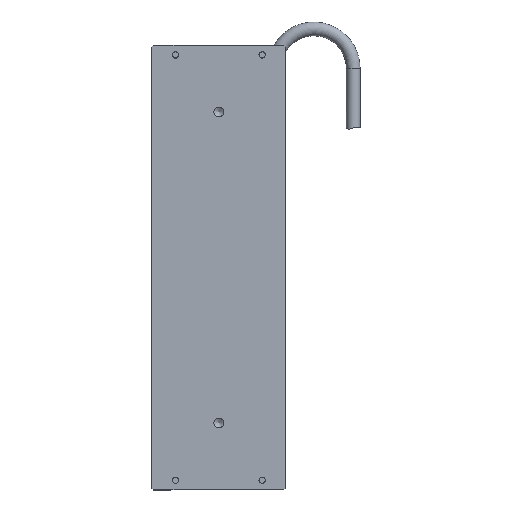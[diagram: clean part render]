
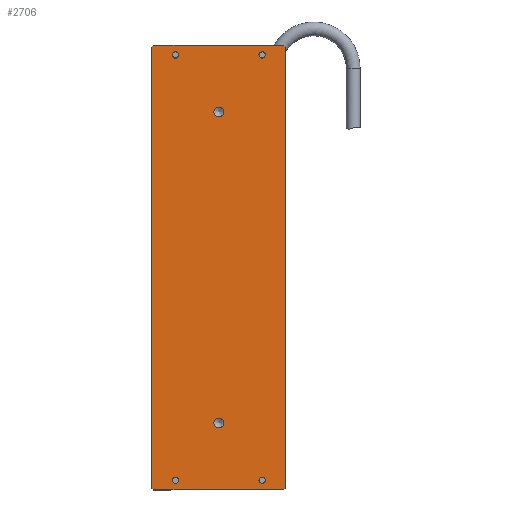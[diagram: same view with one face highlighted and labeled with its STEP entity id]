
A CAD part, front view. The second image highlights one B-rep face of the part: STEP entity #2706.
In plain terms, the highlighted planar face has unit normal (0, -1, 0).
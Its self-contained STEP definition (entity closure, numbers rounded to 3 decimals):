
#200 = CARTESIAN_POINT ( 'NONE',  ( 0., 0., 17. ) ) ;
#201 = DIRECTION ( 'NONE',  ( 0., -1., 0. ) ) ;
#202 = DIRECTION ( 'NONE',  ( 0., 0., -1. ) ) ;
#281 = FACE_BOUND ( 'NONE', #2436, .T. ) ;
#284 = FACE_BOUND ( 'NONE', #2592, .T. ) ;
#285 = FACE_BOUND ( 'NONE', #2313, .T. ) ;
#286 = FACE_BOUND ( 'NONE', #2579, .T. ) ;
#287 = FACE_OUTER_BOUND ( 'NONE', #2595, .T. ) ;
#288 = FACE_BOUND ( 'NONE', #2312, .T. ) ;
#289 = FACE_BOUND ( 'NONE', #2506, .T. ) ;
#290 = CARTESIAN_POINT ( 'NONE',  ( -17., 0., 113. ) ) ;
#291 = PLANE ( 'NONE',  #1198 ) ;
#292 = DIRECTION ( 'NONE',  ( 0., 1., 0. ) ) ;
#293 = DIRECTION ( 'NONE',  ( -1., 0., 0. ) ) ;
#483 = VERTEX_POINT ( 'NONE', #486 ) ;
#486 = CARTESIAN_POINT ( 'NONE',  ( -11.8, 0., 2.5 ) ) ;
#491 = VERTEX_POINT ( 'NONE', #494 ) ;
#494 = CARTESIAN_POINT ( 'NONE',  ( 10.2, 0., 2.5 ) ) ;
#529 = VERTEX_POINT ( 'NONE', #532 ) ;
#532 = CARTESIAN_POINT ( 'NONE',  ( -11.8, 0., 110.5 ) ) ;
#533 = VERTEX_POINT ( 'NONE', #536 ) ;
#536 = CARTESIAN_POINT ( 'NONE',  ( 10.2, 0., 110.5 ) ) ;
#578 = EDGE_CURVE ( 'NONE', #483, #483, #2873, .T. ) ;
#586 = EDGE_CURVE ( 'NONE', #491, #491, #2841, .T. ) ;
#591 = EDGE_CURVE ( 'NONE', #2301, #2481, #2175, .T. ) ;
#600 = EDGE_CURVE ( 'NONE', #2504, #2296, #2270, .T. ) ;
#642 = EDGE_CURVE ( 'NONE', #2301, #2421, #1572, .T. ) ;
#646 = EDGE_CURVE ( 'NONE', #529, #529, #1088, .T. ) ;
#651 = EDGE_CURVE ( 'NONE', #2296, #2481, #1666, .T. ) ;
#652 = EDGE_CURVE ( 'NONE', #533, #533, #1081, .T. ) ;
#654 = EDGE_CURVE ( 'NONE', #2482, #2464, #1660, .T. ) ;
#660 = EDGE_CURVE ( 'NONE', #2534, #2482, #1525, .T. ) ;
#673 = EDGE_CURVE ( 'NONE', #2464, #2504, #1523, .T. ) ;
#675 = EDGE_CURVE ( 'NONE', #2534, #2421, #1529, .T. ) ;
#729 = EDGE_CURVE ( 'NONE', #1673, #1673, #1144, .T. ) ;
#781 = ORIENTED_EDGE ( 'NONE', *, *, #654, .T. ) ;
#782 = ORIENTED_EDGE ( 'NONE', *, *, #600, .T. ) ;
#783 = ORIENTED_EDGE ( 'NONE', *, *, #651, .T. ) ;
#798 = ORIENTED_EDGE ( 'NONE', *, *, #2687, .F. ) ;
#801 = ORIENTED_EDGE ( 'NONE', *, *, #586, .T. ) ;
#803 = ORIENTED_EDGE ( 'NONE', *, *, #729, .F. ) ;
#827 = ORIENTED_EDGE ( 'NONE', *, *, #646, .T. ) ;
#858 = ORIENTED_EDGE ( 'NONE', *, *, #673, .T. ) ;
#859 = ORIENTED_EDGE ( 'NONE', *, *, #675, .F. ) ;
#878 = ORIENTED_EDGE ( 'NONE', *, *, #660, .T. ) ;
#925 = ORIENTED_EDGE ( 'NONE', *, *, #642, .T. ) ;
#997 = ORIENTED_EDGE ( 'NONE', *, *, #578, .T. ) ;
#1000 = ORIENTED_EDGE ( 'NONE', *, *, #652, .T. ) ;
#1065 = ORIENTED_EDGE ( 'NONE', *, *, #591, .F. ) ;
#1081 = CIRCLE ( 'NONE', #1087, 0.8 ) ;
#1087 = AXIS2_PLACEMENT_3D ( 'NONE', #1626, #1661, #1580 ) ;
#1088 = CIRCLE ( 'NONE', #1220, 0.8 ) ;
#1127 = VECTOR ( 'NONE', #1546, 1000. ) ;
#1138 = VECTOR ( 'NONE', #1524, 1000. ) ;
#1144 = CIRCLE ( 'NONE', #1265, 1.25 ) ;
#1145 = AXIS2_PLACEMENT_3D ( 'NONE', #200, #201, #202 ) ;
#1198 = AXIS2_PLACEMENT_3D ( 'NONE', #290, #292, #293 ) ;
#1220 = AXIS2_PLACEMENT_3D ( 'NONE', #1616, #1587, #1586 ) ;
#1228 = VECTOR ( 'NONE', #1564, 1000. ) ;
#1265 = AXIS2_PLACEMENT_3D ( 'NONE', #2796, #2788, #2780 ) ;
#1305 = VECTOR ( 'NONE', #1640, 1000. ) ;
#1317 = VECTOR ( 'NONE', #1538, 1000. ) ;
#1344 = VECTOR ( 'NONE', #1594, 1000. ) ;
#1356 = CIRCLE ( 'NONE', #1145, 1.25 ) ;
#1523 = LINE ( 'NONE', #1545, #1138 ) ;
#1524 = DIRECTION ( 'NONE',  ( 0.707, 0., -0.707 ) ) ;
#1525 = LINE ( 'NONE', #1535, #1317 ) ;
#1527 = CARTESIAN_POINT ( 'NONE',  ( -17., 0., 113. ) ) ;
#1529 = LINE ( 'NONE', #1527, #1127 ) ;
#1535 = CARTESIAN_POINT ( 'NONE',  ( -16.5, 0., 113. ) ) ;
#1538 = DIRECTION ( 'NONE',  ( -0.707, 0., -0.707 ) ) ;
#1545 = CARTESIAN_POINT ( 'NONE',  ( -17., 0., 0.5 ) ) ;
#1546 = DIRECTION ( 'NONE',  ( 1., 0., 0. ) ) ;
#1564 = DIRECTION ( 'NONE',  ( 0., 0., -1. ) ) ;
#1572 = LINE ( 'NONE', #1588, #1305 ) ;
#1580 = DIRECTION ( 'NONE',  ( -1., 0., 0. ) ) ;
#1586 = DIRECTION ( 'NONE',  ( -1., 0., 0. ) ) ;
#1587 = DIRECTION ( 'NONE',  ( 0., 1., 0. ) ) ;
#1588 = CARTESIAN_POINT ( 'NONE',  ( 16.5, 0., 113. ) ) ;
#1594 = DIRECTION ( 'NONE',  ( 0.707, 0., 0.707 ) ) ;
#1616 = CARTESIAN_POINT ( 'NONE',  ( -11., 0., 110.5 ) ) ;
#1626 = CARTESIAN_POINT ( 'NONE',  ( 11., 0., 110.5 ) ) ;
#1637 = CARTESIAN_POINT ( 'NONE',  ( -17., 0., 113. ) ) ;
#1640 = DIRECTION ( 'NONE',  ( -0.707, 0., 0.707 ) ) ;
#1660 = LINE ( 'NONE', #1637, #1228 ) ;
#1661 = DIRECTION ( 'NONE',  ( 0., 1., 0. ) ) ;
#1666 = LINE ( 'NONE', #1667, #1344 ) ;
#1667 = CARTESIAN_POINT ( 'NONE',  ( 17., 0., 0.5 ) ) ;
#1673 = VERTEX_POINT ( 'NONE', #1676 ) ;
#1676 = CARTESIAN_POINT ( 'NONE',  ( 0., 0., 94.75 ) ) ;
#1697 = VERTEX_POINT ( 'NONE', #1700 ) ;
#1700 = CARTESIAN_POINT ( 'NONE',  ( 0., 0., 15.75 ) ) ;
#1891 = CARTESIAN_POINT ( 'NONE',  ( -16.5, 0., 113. ) ) ;
#1898 = CARTESIAN_POINT ( 'NONE',  ( -16.5, 0., 0. ) ) ;
#1910 = CARTESIAN_POINT ( 'NONE',  ( -17., 0., 112.5 ) ) ;
#1911 = CARTESIAN_POINT ( 'NONE',  ( 17., 0., 0.5 ) ) ;
#1928 = CARTESIAN_POINT ( 'NONE',  ( -17., 0., 0.5 ) ) ;
#1936 = CARTESIAN_POINT ( 'NONE',  ( 16.5, 0., 113. ) ) ;
#1966 = CARTESIAN_POINT ( 'NONE',  ( 17., 0., 112.5 ) ) ;
#1976 = CARTESIAN_POINT ( 'NONE',  ( 16.5, 0., 0. ) ) ;
#2122 = CARTESIAN_POINT ( 'NONE',  ( -11., 0., 2.5 ) ) ;
#2174 = DIRECTION ( 'NONE',  ( -1., 0., 0. ) ) ;
#2175 = LINE ( 'NONE', #2245, #2892 ) ;
#2198 = CARTESIAN_POINT ( 'NONE',  ( 11., 0., 2.5 ) ) ;
#2199 = DIRECTION ( 'NONE',  ( 0., 1., 0. ) ) ;
#2245 = CARTESIAN_POINT ( 'NONE',  ( 17., 0., 113. ) ) ;
#2247 = DIRECTION ( 'NONE',  ( 1., 0., 0. ) ) ;
#2255 = DIRECTION ( 'NONE',  ( 0., 0., -1. ) ) ;
#2258 = DIRECTION ( 'NONE',  ( -1., 0., 0. ) ) ;
#2268 = CARTESIAN_POINT ( 'NONE',  ( -17., 0., 0. ) ) ;
#2270 = LINE ( 'NONE', #2268, #2852 ) ;
#2294 = DIRECTION ( 'NONE',  ( 0., 1., 0. ) ) ;
#2296 = VERTEX_POINT ( 'NONE', #1976 ) ;
#2301 = VERTEX_POINT ( 'NONE', #1966 ) ;
#2312 = EDGE_LOOP ( 'NONE', ( #997 ) ) ;
#2313 = EDGE_LOOP ( 'NONE', ( #803 ) ) ;
#2421 = VERTEX_POINT ( 'NONE', #1936 ) ;
#2436 = EDGE_LOOP ( 'NONE', ( #798 ) ) ;
#2464 = VERTEX_POINT ( 'NONE', #1928 ) ;
#2481 = VERTEX_POINT ( 'NONE', #1911 ) ;
#2482 = VERTEX_POINT ( 'NONE', #1910 ) ;
#2504 = VERTEX_POINT ( 'NONE', #1898 ) ;
#2506 = EDGE_LOOP ( 'NONE', ( #801 ) ) ;
#2534 = VERTEX_POINT ( 'NONE', #1891 ) ;
#2579 = EDGE_LOOP ( 'NONE', ( #827 ) ) ;
#2592 = EDGE_LOOP ( 'NONE', ( #1000 ) ) ;
#2595 = EDGE_LOOP ( 'NONE', ( #859, #878, #781, #858, #782, #783, #1065, #925 ) ) ;
#2687 = EDGE_CURVE ( 'NONE', #1697, #1697, #1356, .T. ) ;
#2706 = ADVANCED_FACE ( 'NONE', ( #285, #281, #288, #289, #284, #286, #287 ), #291, .F. ) ;
#2780 = DIRECTION ( 'NONE',  ( 0., 0., -1. ) ) ;
#2788 = DIRECTION ( 'NONE',  ( 0., -1., 0. ) ) ;
#2796 = CARTESIAN_POINT ( 'NONE',  ( 0., 0., 96. ) ) ;
#2840 = AXIS2_PLACEMENT_3D ( 'NONE', #2122, #2294, #2258 ) ;
#2841 = CIRCLE ( 'NONE', #2847, 0.8 ) ;
#2847 = AXIS2_PLACEMENT_3D ( 'NONE', #2198, #2199, #2174 ) ;
#2852 = VECTOR ( 'NONE', #2247, 1000. ) ;
#2873 = CIRCLE ( 'NONE', #2840, 0.8 ) ;
#2892 = VECTOR ( 'NONE', #2255, 1000. ) ;
